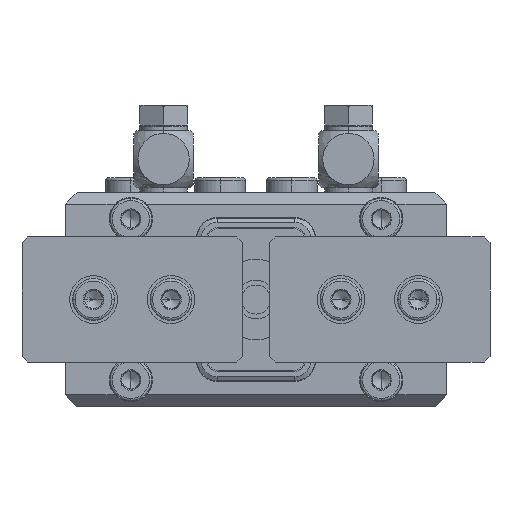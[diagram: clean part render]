
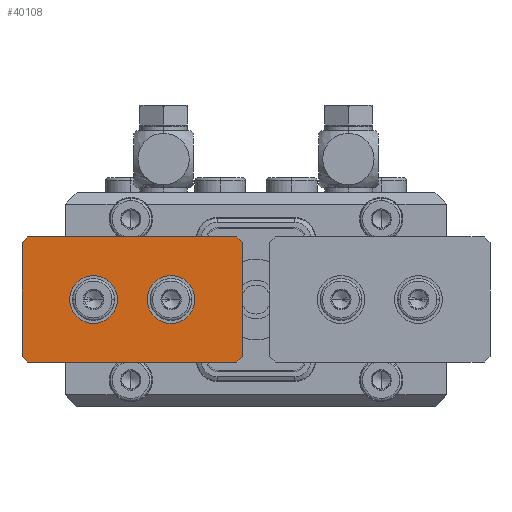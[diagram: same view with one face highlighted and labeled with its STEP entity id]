
A CAD part, front view. The second image highlights one B-rep face of the part: STEP entity #40108.
In plain terms, the highlighted face is planar.
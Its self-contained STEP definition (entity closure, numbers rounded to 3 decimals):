
#39216=DIRECTION('',(0.707,0.,0.707));
#39217=VECTOR('',#39216,1.414);
#39218=CARTESIAN_POINT('',(-37.,10.5,9.5));
#39219=LINE('',#39218,#39217);
#39223=DIRECTION('',(-0.707,0.,0.707));
#39224=VECTOR('',#39223,1.414);
#39225=CARTESIAN_POINT('',(-36.,10.5,-10.5));
#39226=LINE('',#39225,#39224);
#39230=DIRECTION('',(-1.,0.,0.));
#39231=VECTOR('',#39230,35.);
#39232=CARTESIAN_POINT('',(-1.,10.5,-10.5));
#39233=LINE('',#39232,#39231);
#39237=DIRECTION('',(-0.707,0.,-0.707));
#39238=VECTOR('',#39237,1.414);
#39239=CARTESIAN_POINT('',(0.,10.5,-9.5));
#39240=LINE('',#39239,#39238);
#39244=DIRECTION('',(0.707,0.,-0.707));
#39245=VECTOR('',#39244,1.414);
#39246=CARTESIAN_POINT('',(-1.,10.5,10.5));
#39247=LINE('',#39246,#39245);
#39251=DIRECTION('',(1.,0.,0.));
#39252=VECTOR('',#39251,35.);
#39253=CARTESIAN_POINT('',(-36.,10.5,10.5));
#39254=LINE('',#39253,#39252);
#39258=CARTESIAN_POINT('',(-25.,10.5,0.));
#39259=DIRECTION('',(0.,-1.,0.));
#39260=DIRECTION('',(-1.,0.,0.));
#39261=AXIS2_PLACEMENT_3D('',#39258,#39259,#39260);
#39266=CARTESIAN_POINT('',(-25.,10.5,0.));
#39267=DIRECTION('',(0.,-1.,0.));
#39268=DIRECTION('',(1.,0.,0.));
#39269=AXIS2_PLACEMENT_3D('',#39266,#39267,#39268);
#39274=CARTESIAN_POINT('',(-12.,10.5,0.));
#39275=DIRECTION('',(0.,-1.,0.));
#39276=DIRECTION('',(-1.,0.,0.));
#39277=AXIS2_PLACEMENT_3D('',#39274,#39275,#39276);
#39282=CARTESIAN_POINT('',(-12.,10.5,0.));
#39283=DIRECTION('',(0.,-1.,0.));
#39284=DIRECTION('',(1.,0.,0.));
#39285=AXIS2_PLACEMENT_3D('',#39282,#39283,#39284);
#39353=DIRECTION('',(0.,0.,-1.));
#39354=VECTOR('',#39353,19.);
#39355=CARTESIAN_POINT('',(-37.,10.5,9.5));
#39356=LINE('',#39355,#39354);
#39437=DIRECTION('',(0.,0.,1.));
#39438=VECTOR('',#39437,19.);
#39439=CARTESIAN_POINT('',(0.,10.5,-9.5));
#39440=LINE('',#39439,#39438);
#39930=CARTESIAN_POINT('',(-37.,10.5,9.5));
#39931=CARTESIAN_POINT('',(-36.,10.5,10.5));
#39932=VERTEX_POINT('',#39930);
#39933=VERTEX_POINT('',#39931);
#39946=CARTESIAN_POINT('',(-37.,10.5,-9.5));
#39947=VERTEX_POINT('',#39946);
#39968=CARTESIAN_POINT('',(-36.,10.5,-10.5));
#39969=VERTEX_POINT('',#39968);
#39972=CARTESIAN_POINT('',(-1.,10.5,-10.5));
#39973=VERTEX_POINT('',#39972);
#39976=CARTESIAN_POINT('',(-1.,10.5,10.5));
#39977=VERTEX_POINT('',#39976);
#39978=CARTESIAN_POINT('',(0.,10.5,9.5));
#39979=VERTEX_POINT('',#39978);
#39980=CARTESIAN_POINT('',(0.,10.5,-9.5));
#39981=VERTEX_POINT('',#39980);
#40027=CARTESIAN_POINT('',(-16.,10.5,0.));
#40029=VERTEX_POINT('',#40027);
#40031=CARTESIAN_POINT('',(-8.,10.5,0.));
#40033=VERTEX_POINT('',#40031);
#40043=CARTESIAN_POINT('',(-29.,10.5,0.));
#40045=VERTEX_POINT('',#40043);
#40047=CARTESIAN_POINT('',(-21.,10.5,0.));
#40049=VERTEX_POINT('',#40047);
#40074=CARTESIAN_POINT('',(0.,10.5,11.));
#40075=DIRECTION('',(0.,1.,0.));
#40076=DIRECTION('',(0.,0.,-1.));
#40077=AXIS2_PLACEMENT_3D('',#40074,#40075,#40076);
#40078=PLANE('',#40077);
#40079=ORIENTED_EDGE('',*,*,#40063,.F.);
#40081=ORIENTED_EDGE('',*,*,#40080,.T.);
#40083=ORIENTED_EDGE('',*,*,#40082,.F.);
#40085=ORIENTED_EDGE('',*,*,#40084,.F.);
#40087=ORIENTED_EDGE('',*,*,#40086,.F.);
#40089=ORIENTED_EDGE('',*,*,#40088,.T.);
#40091=ORIENTED_EDGE('',*,*,#40090,.F.);
#40093=ORIENTED_EDGE('',*,*,#40092,.F.);
#40094=EDGE_LOOP('',(#40079,#40081,#40083,#40085,#40087,#40089,#40091,#40093));
#40095=FACE_OUTER_BOUND('',#40094,.F.);
#40097=ORIENTED_EDGE('',*,*,#40096,.F.);
#40099=ORIENTED_EDGE('',*,*,#40098,.F.);
#40100=EDGE_LOOP('',(#40097,#40099));
#40101=FACE_BOUND('',#40100,.F.);
#40103=ORIENTED_EDGE('',*,*,#40102,.F.);
#40105=ORIENTED_EDGE('',*,*,#40104,.F.);
#40106=EDGE_LOOP('',(#40103,#40105));
#40107=FACE_BOUND('',#40106,.F.);
#40108=ADVANCED_FACE('',(#40095,#40101,#40107),#40078,.T.);
#39262=CIRCLE('',#39261,4.);
#39270=CIRCLE('',#39269,4.);
#39278=CIRCLE('',#39277,4.);
#39286=CIRCLE('',#39285,4.);
#40063=EDGE_CURVE('',#39932,#39933,#39219,.T.);
#40080=EDGE_CURVE('',#39932,#39947,#39356,.T.);
#40082=EDGE_CURVE('',#39969,#39947,#39226,.T.);
#40084=EDGE_CURVE('',#39973,#39969,#39233,.T.);
#40086=EDGE_CURVE('',#39981,#39973,#39240,.T.);
#40088=EDGE_CURVE('',#39981,#39979,#39440,.T.);
#40090=EDGE_CURVE('',#39977,#39979,#39247,.T.);
#40092=EDGE_CURVE('',#39933,#39977,#39254,.T.);
#40096=EDGE_CURVE('',#40045,#40049,#39262,.T.);
#40098=EDGE_CURVE('',#40049,#40045,#39270,.T.);
#40102=EDGE_CURVE('',#40029,#40033,#39278,.T.);
#40104=EDGE_CURVE('',#40033,#40029,#39286,.T.);
